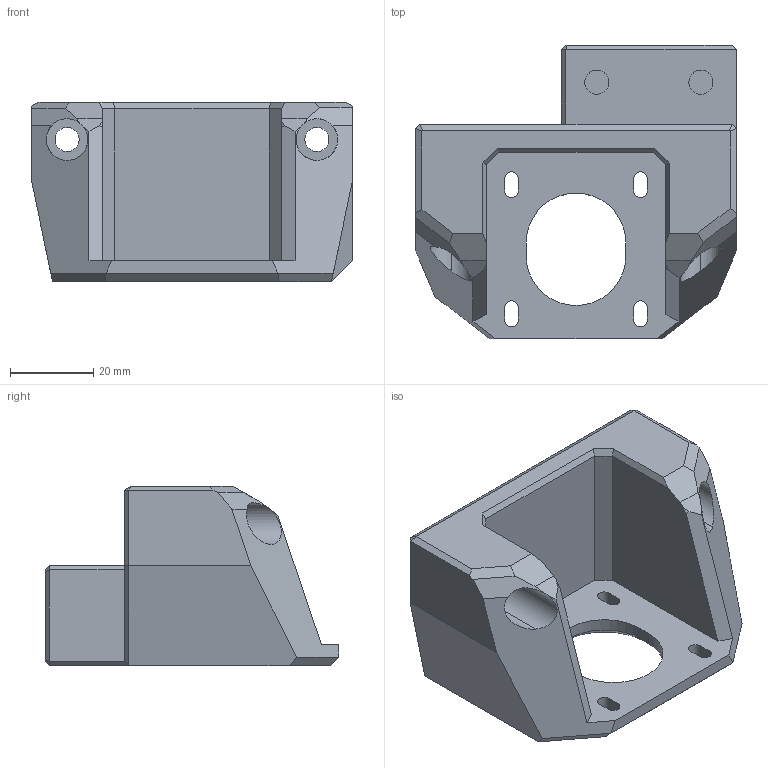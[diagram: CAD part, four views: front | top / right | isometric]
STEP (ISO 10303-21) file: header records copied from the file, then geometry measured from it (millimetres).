
FILE_DESCRIPTION (( 'STEP AP214' ), '1' );
FILE_NAME ('lead_screw_motor_cage_back.STEP', '2021-07-21T20:34:41', ( '' ), ( '' ), 'SwSTEP 2.0', 'SolidWorks 2020', '' );
FILE_SCHEMA (( 'AUTOMOTIVE_DESIGN' ));
Length unit declared in the file: millimetre
Products named in the file (1): lead_screw_motor_cage_back
Bounding box: 77 x 70.5 x 43 mm (x, y, z)
Volume: 81241.6 mm3; surface area: 22680 mm2
Topology: 1 solids, 1 shells, 126 faces, 321 edges, 200 vertices
Faces by surface type: plane 85, cylinder 26, cone 14, bspline 1
Entity records: 3910 total; most frequent: CARTESIAN_POINT 812, ORIENTED_EDGE 642, DIRECTION 618, EDGE_CURVE 321, LINE 242, VECTOR 242, VERTEX_POINT 200, AXIS2_PLACEMENT_3D 188
